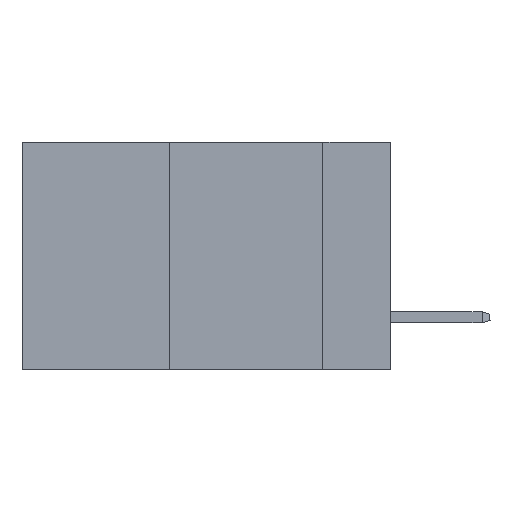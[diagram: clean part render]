
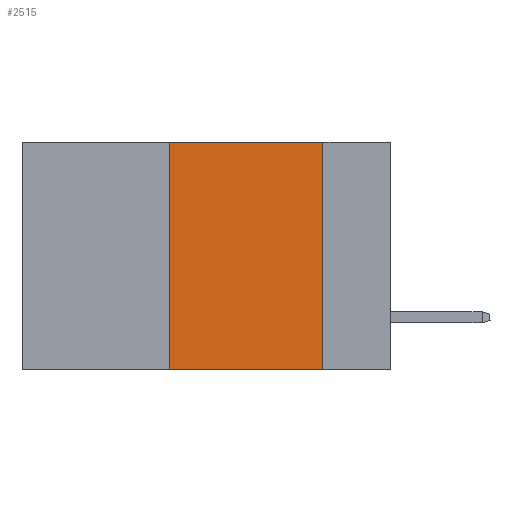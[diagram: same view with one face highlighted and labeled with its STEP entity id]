
A CAD part, left-side view. The second image highlights one B-rep face of the part: STEP entity #2515.
In plain terms, the highlighted planar face has unit normal (-1, 0, 0).
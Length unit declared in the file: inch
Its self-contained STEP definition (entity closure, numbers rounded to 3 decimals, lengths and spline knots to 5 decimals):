
#54 = ORIENTED_EDGE ( 'NONE', *, *, #14725, .F. ) ;
#2197 = AXIS2_PLACEMENT_3D ( 'NONE', #21103, #22988, #23245 ) ;
#2515 = ADVANCED_FACE ( 'NONE', ( #13912 ), #10638, .F. ) ;
#3248 = DIRECTION ( 'NONE',  ( 0., 0., -1. ) ) ;
#3534 = VERTEX_POINT ( 'NONE', #4209 ) ;
#4209 = CARTESIAN_POINT ( 'NONE',  ( 0., 0.36, -0.37 ) ) ;
#4214 = LINE ( 'NONE', #17959, #24596 ) ;
#4324 = LINE ( 'NONE', #19245, #24364 ) ;
#4938 = EDGE_LOOP ( 'NONE', ( #54, #16631, #6941, #10205 ) ) ;
#6941 = ORIENTED_EDGE ( 'NONE', *, *, #21257, .F. ) ;
#7882 = EDGE_CURVE ( 'NONE', #16712, #8753, #4214, .T. ) ;
#8753 = VERTEX_POINT ( 'NONE', #12410 ) ;
#9523 = VECTOR ( 'NONE', #3248, 39.37008 ) ;
#10205 = ORIENTED_EDGE ( 'NONE', *, *, #13484, .T. ) ;
#10638 = PLANE ( 'NONE',  #2197 ) ;
#12410 = CARTESIAN_POINT ( 'NONE',  ( 0., 0.11, 0. ) ) ;
#12697 = CARTESIAN_POINT ( 'NONE',  ( 0., 0.11, -0.37 ) ) ;
#13484 = EDGE_CURVE ( 'NONE', #3534, #25289, #4324, .T. ) ;
#13644 = CARTESIAN_POINT ( 'NONE',  ( 0., 0.36, 0. ) ) ;
#13912 = FACE_OUTER_BOUND ( 'NONE', #4938, .T. ) ;
#14158 = DIRECTION ( 'NONE',  ( 0., -1., 0. ) ) ;
#14447 = LINE ( 'NONE', #17036, #9523 ) ;
#14725 = EDGE_CURVE ( 'NONE', #8753, #25289, #14447, .T. ) ;
#15169 = DIRECTION ( 'NONE',  ( 0., -1., 0. ) ) ;
#15608 = DIRECTION ( 'NONE',  ( 0., 0., 1. ) ) ;
#16631 = ORIENTED_EDGE ( 'NONE', *, *, #7882, .F. ) ;
#16712 = VERTEX_POINT ( 'NONE', #17246 ) ;
#17036 = CARTESIAN_POINT ( 'NONE',  ( 0., 0.11, 0. ) ) ;
#17246 = CARTESIAN_POINT ( 'NONE',  ( 0., 0.36, 0. ) ) ;
#17959 = CARTESIAN_POINT ( 'NONE',  ( 0., 0.6, 0. ) ) ;
#19245 = CARTESIAN_POINT ( 'NONE',  ( 0., 0.6, -0.37 ) ) ;
#19383 = VECTOR ( 'NONE', #15608, 39.37008 ) ;
#21103 = CARTESIAN_POINT ( 'NONE',  ( 0., 0.6, 0. ) ) ;
#21257 = EDGE_CURVE ( 'NONE', #3534, #16712, #24001, .T. ) ;
#22988 = DIRECTION ( 'NONE',  ( 1., 0., 0. ) ) ;
#23245 = DIRECTION ( 'NONE',  ( 0., 0., -1. ) ) ;
#24001 = LINE ( 'NONE', #13644, #19383 ) ;
#24364 = VECTOR ( 'NONE', #15169, 39.37008 ) ;
#24596 = VECTOR ( 'NONE', #14158, 39.37008 ) ;
#25289 = VERTEX_POINT ( 'NONE', #12697 ) ;
